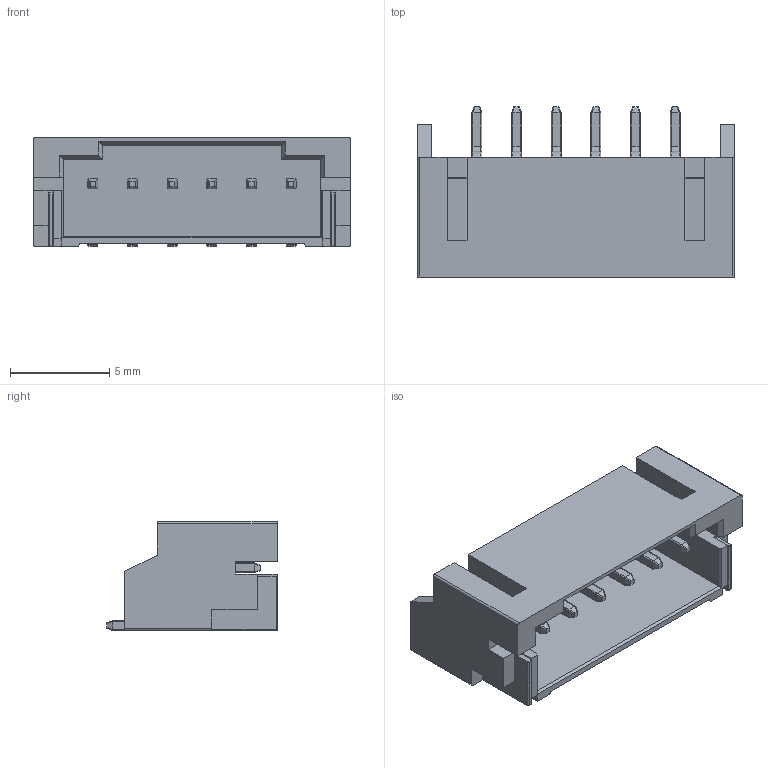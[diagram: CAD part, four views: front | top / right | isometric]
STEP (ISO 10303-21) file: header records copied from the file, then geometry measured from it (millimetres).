
FILE_DESCRIPTION (( 'STEP AP214' ), '1' );
FILE_NAME ('User Library-PH2.0-6PWB.STEP', '2025-05-28T03:18:45', ( '' ), ( '' ), 'SwSTEP 2.0', 'SolidWorks 2022', '' );
FILE_SCHEMA (( 'AUTOMOTIVE_DESIGN' ));
Length unit declared in the file: millimetre
Products named in the file (10): PH2_0_SMD-W-6P-10863_AF0_ASM.STP; 3_1_2_3_400.STP; Designator8.STP; PH2_0_SMD-W-6P-5891_AF0_ASM.STP; PH2.0-6PWB.STP; User Library-PH2.0-6PWB; 1_1_2_3_4_A.STP; PH2_0_SMD-W__1_2_30002.STP; PH2.0_SMD-W-6P.STP; 2_1_2_3_400.STP
Assembly tree (14 placements, depth 7):
  User Library-PH2.0-6PWB
    PH2.0-6PWB.STP
      Designator8.STP
        PH2.0_SMD-W-6P.STP
          PH2_0_SMD-W-6P-10863_AF0_ASM.STP
            PH2_0_SMD-W-6P-5891_AF0_ASM.STP
              3_1_2_3_400.STP
              2_1_2_3_400.STP
              1_1_2_3_4_A.STP
            PH2_0_SMD-W__1_2_30002.STP  x6
Bounding box: 16 x 8.6 x 5.5 mm (x, y, z)
Volume: 218.4 mm3; surface area: 816.7 mm2
Topology: 9 solids, 9 shells, 871 faces, 2245 edges, 1420 vertices
Faces by surface type: plane 558, cylinder 194, bspline 119
Entity records: 18398 total; most frequent: CARTESIAN_POINT 5713, ORIENTED_EDGE 2972, EDGE_CURVE 1486, B_SPLINE_CURVE_WITH_KNOTS 1426, DIRECTION 1002, VERTEX_POINT 970, EDGE_LOOP 592, FACE_OUTER_BOUND 556
